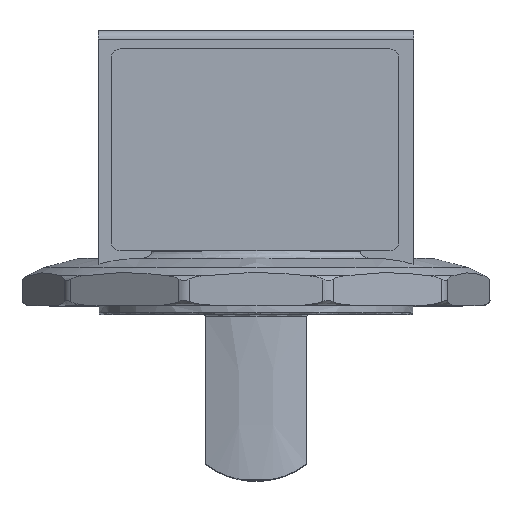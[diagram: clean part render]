
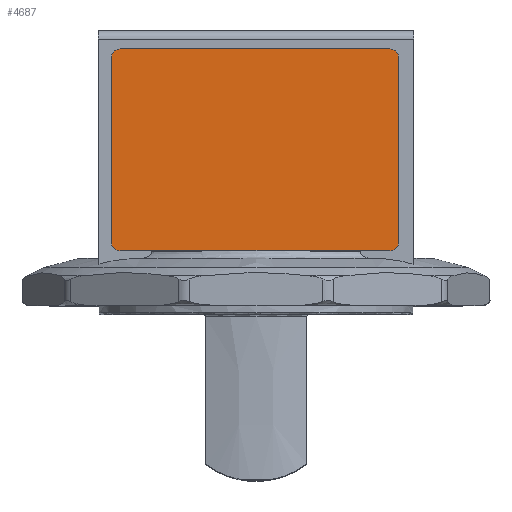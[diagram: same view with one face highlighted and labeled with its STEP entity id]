
A CAD part, top view. The second image highlights one B-rep face of the part: STEP entity #4687.
In plain terms, the highlighted planar face has unit normal (0, 0, 1).
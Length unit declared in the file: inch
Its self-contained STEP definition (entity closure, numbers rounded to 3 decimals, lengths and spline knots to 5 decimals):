
#29 = CARTESIAN_POINT ( 'NONE',  ( -0.32508, 0.44488, 0.2935 ) ) ;
#208 = ORIENTED_EDGE ( 'NONE', *, *, #2357, .T. ) ;
#344 = ORIENTED_EDGE ( 'NONE', *, *, #4103, .T. ) ;
#636 = DIRECTION ( 'NONE',  ( 0., 0., 1. ) ) ;
#722 = DIRECTION ( 'NONE',  ( -1., 0., 0. ) ) ;
#837 = ORIENTED_EDGE ( 'NONE', *, *, #5614, .T. ) ;
#992 = CARTESIAN_POINT ( 'NONE',  ( -0.30539, 0.44488, 0.2935 ) ) ;
#1178 = CARTESIAN_POINT ( 'NONE',  ( 0.30091, 0.44488, 0.2935 ) ) ;
#1210 = AXIS2_PLACEMENT_3D ( 'NONE', #1263, #3123, #722 ) ;
#1263 = CARTESIAN_POINT ( 'NONE',  ( -0.30539, 0.03037, 0.2935 ) ) ;
#1391 = EDGE_CURVE ( 'NONE', #5270, #3661, #5752, .T. ) ;
#1514 = LINE ( 'NONE', #29, #1649 ) ;
#1522 = VERTEX_POINT ( 'NONE', #1815 ) ;
#1529 = PLANE ( 'NONE',  #4218 ) ;
#1643 = EDGE_LOOP ( 'NONE', ( #208, #5898, #4297, #344, #5865, #4457, #2855, #837 ) ) ;
#1649 = VECTOR ( 'NONE', #5294, 39.37008 ) ;
#1662 = LINE ( 'NONE', #3529, #2660 ) ;
#1682 = DIRECTION ( 'NONE',  ( -1., 0., 0. ) ) ;
#1815 = CARTESIAN_POINT ( 'NONE',  ( 0.32059, 0.03037, 0.2935 ) ) ;
#1930 = CARTESIAN_POINT ( 'NONE',  ( -0.30539, 0.01069, 0.2935 ) ) ;
#1992 = FACE_OUTER_BOUND ( 'NONE', #1643, .T. ) ;
#2049 = AXIS2_PLACEMENT_3D ( 'NONE', #6032, #3174, #1682 ) ;
#2116 = CARTESIAN_POINT ( 'NONE',  ( 0.30091, 0.46457, 0.2935 ) ) ;
#2137 = LINE ( 'NONE', #4521, #4816 ) ;
#2151 = VERTEX_POINT ( 'NONE', #6097 ) ;
#2245 = CIRCLE ( 'NONE', #3039, 0.01969 ) ;
#2269 = DIRECTION ( 'NONE',  ( 0., 1., 0. ) ) ;
#2357 = EDGE_CURVE ( 'NONE', #1522, #5093, #1662, .T. ) ;
#2442 = CARTESIAN_POINT ( 'NONE',  ( 0.30091, 0.01069, 0.2935 ) ) ;
#2561 = VERTEX_POINT ( 'NONE', #2116 ) ;
#2577 = CARTESIAN_POINT ( 'NONE',  ( 0.30091, 0.03037, 0.2935 ) ) ;
#2607 = CARTESIAN_POINT ( 'NONE',  ( -0.32508, 0.03037, 0.2935 ) ) ;
#2660 = VECTOR ( 'NONE', #2269, 39.37008 ) ;
#2664 = EDGE_CURVE ( 'NONE', #3661, #2689, #5880, .T. ) ;
#2673 = DIRECTION ( 'NONE',  ( -1., 0., 0. ) ) ;
#2689 = VERTEX_POINT ( 'NONE', #2442 ) ;
#2799 = EDGE_CURVE ( 'NONE', #2561, #2151, #2137, .T. ) ;
#2853 = EDGE_CURVE ( 'NONE', #5093, #2561, #6034, .T. ) ;
#2855 = ORIENTED_EDGE ( 'NONE', *, *, #2664, .T. ) ;
#2891 = DIRECTION ( 'NONE',  ( 1., 0., 0. ) ) ;
#3039 = AXIS2_PLACEMENT_3D ( 'NONE', #2577, #636, #3998 ) ;
#3052 = CARTESIAN_POINT ( 'NONE',  ( -0.30539, 0.01069, 0.2935 ) ) ;
#3123 = DIRECTION ( 'NONE',  ( 0., 0., 1. ) ) ;
#3144 = CIRCLE ( 'NONE', #2049, 0.01969 ) ;
#3174 = DIRECTION ( 'NONE',  ( 0., 0., 1. ) ) ;
#3529 = CARTESIAN_POINT ( 'NONE',  ( 0.32059, 0.03037, 0.2935 ) ) ;
#3661 = VERTEX_POINT ( 'NONE', #1930 ) ;
#3727 = CARTESIAN_POINT ( 'NONE',  ( 0.32059, 0.44488, 0.2935 ) ) ;
#3741 = AXIS2_PLACEMENT_3D ( 'NONE', #1178, #5021, #2673 ) ;
#3998 = DIRECTION ( 'NONE',  ( -1., 0., 0. ) ) ;
#4103 = EDGE_CURVE ( 'NONE', #2151, #5720, #3144, .T. ) ;
#4122 = DIRECTION ( 'NONE',  ( -1., 0., 0. ) ) ;
#4218 = AXIS2_PLACEMENT_3D ( 'NONE', #992, #4317, #2891 ) ;
#4297 = ORIENTED_EDGE ( 'NONE', *, *, #2799, .T. ) ;
#4317 = DIRECTION ( 'NONE',  ( 0., 0., 1. ) ) ;
#4457 = ORIENTED_EDGE ( 'NONE', *, *, #1391, .T. ) ;
#4521 = CARTESIAN_POINT ( 'NONE',  ( 0.30091, 0.46457, 0.2935 ) ) ;
#4687 = ADVANCED_FACE ( 'NONE', ( #1992 ), #1529, .T. ) ;
#4816 = VECTOR ( 'NONE', #4122, 39.37008 ) ;
#4926 = EDGE_CURVE ( 'NONE', #5720, #5270, #1514, .T. ) ;
#4999 = DIRECTION ( 'NONE',  ( 1., 0., 0. ) ) ;
#5021 = DIRECTION ( 'NONE',  ( 0., 0., 1. ) ) ;
#5093 = VERTEX_POINT ( 'NONE', #3727 ) ;
#5108 = CARTESIAN_POINT ( 'NONE',  ( -0.32508, 0.44488, 0.2935 ) ) ;
#5270 = VERTEX_POINT ( 'NONE', #2607 ) ;
#5294 = DIRECTION ( 'NONE',  ( 0., -1., 0. ) ) ;
#5614 = EDGE_CURVE ( 'NONE', #2689, #1522, #2245, .T. ) ;
#5720 = VERTEX_POINT ( 'NONE', #5108 ) ;
#5752 = CIRCLE ( 'NONE', #1210, 0.01969 ) ;
#5865 = ORIENTED_EDGE ( 'NONE', *, *, #4926, .T. ) ;
#5880 = LINE ( 'NONE', #3052, #5931 ) ;
#5898 = ORIENTED_EDGE ( 'NONE', *, *, #2853, .T. ) ;
#5931 = VECTOR ( 'NONE', #4999, 39.37008 ) ;
#6032 = CARTESIAN_POINT ( 'NONE',  ( -0.30539, 0.44488, 0.2935 ) ) ;
#6034 = CIRCLE ( 'NONE', #3741, 0.01969 ) ;
#6097 = CARTESIAN_POINT ( 'NONE',  ( -0.30539, 0.46457, 0.2935 ) ) ;
